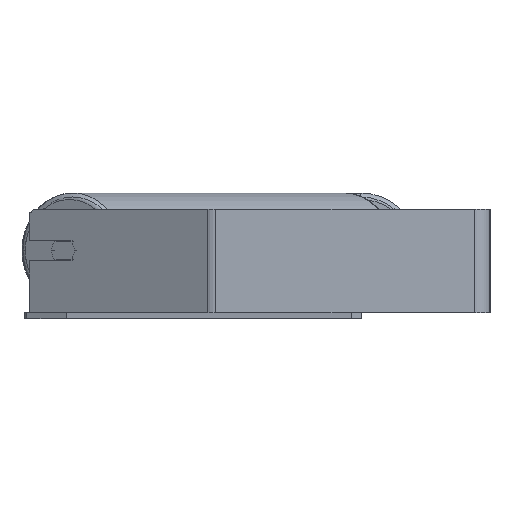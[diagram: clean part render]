
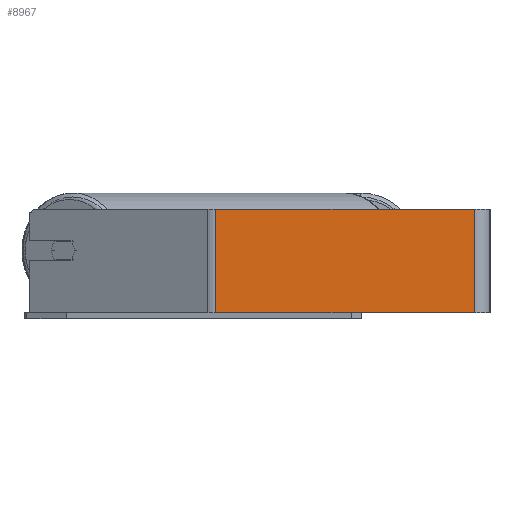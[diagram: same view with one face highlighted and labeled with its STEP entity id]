
A CAD part, left-side view. The second image highlights one B-rep face of the part: STEP entity #8967.
In plain terms, the highlighted planar face has unit normal (-1, 0, 0).
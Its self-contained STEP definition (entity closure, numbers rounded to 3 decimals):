
#215 = CARTESIAN_POINT ( 'NONE',  ( -700., 12., 40. ) ) ;
#594 = ORIENTED_EDGE ( 'NONE', *, *, #3108, .F. ) ;
#782 = EDGE_CURVE ( 'NONE', #6946, #4393, #4190, .T. ) ;
#1100 = FACE_OUTER_BOUND ( 'NONE', #5133, .T. ) ;
#1524 = CARTESIAN_POINT ( 'NONE',  ( -700., 212.453, -40. ) ) ;
#1740 = VERTEX_POINT ( 'NONE', #215 ) ;
#2006 = VECTOR ( 'NONE', #5659, 1000. ) ;
#2061 = ORIENTED_EDGE ( 'NONE', *, *, #782, .T. ) ;
#2674 = PLANE ( 'NONE',  #8007 ) ;
#2788 = ORIENTED_EDGE ( 'NONE', *, *, #6481, .F. ) ;
#3093 = LINE ( 'NONE', #8659, #7055 ) ;
#3108 = EDGE_CURVE ( 'NONE', #1740, #4393, #7247, .T. ) ;
#3300 = DIRECTION ( 'NONE',  ( 0., 0., -1. ) ) ;
#3528 = LINE ( 'NONE', #8458, #7065 ) ;
#3638 = CARTESIAN_POINT ( 'NONE',  ( -700., 12., 40. ) ) ;
#4159 = VECTOR ( 'NONE', #6530, 1000. ) ;
#4190 = LINE ( 'NONE', #6370, #2006 ) ;
#4393 = VERTEX_POINT ( 'NONE', #8351 ) ;
#4659 = CARTESIAN_POINT ( 'NONE',  ( -700., 212.453, 40. ) ) ;
#4746 = ORIENTED_EDGE ( 'NONE', *, *, #6822, .T. ) ;
#5133 = EDGE_LOOP ( 'NONE', ( #2061, #594, #2788, #4746 ) ) ;
#5456 = VERTEX_POINT ( 'NONE', #4659 ) ;
#5613 = DIRECTION ( 'NONE',  ( 0., 0., -1. ) ) ;
#5659 = DIRECTION ( 'NONE',  ( 0., -1., 0. ) ) ;
#6370 = CARTESIAN_POINT ( 'NONE',  ( -700., 215.668, -40. ) ) ;
#6481 = EDGE_CURVE ( 'NONE', #5456, #1740, #3093, .T. ) ;
#6530 = DIRECTION ( 'NONE',  ( 0., 0., -1. ) ) ;
#6535 = DIRECTION ( 'NONE',  ( 0., -1., 0. ) ) ;
#6822 = EDGE_CURVE ( 'NONE', #5456, #6946, #3528, .T. ) ;
#6946 = VERTEX_POINT ( 'NONE', #1524 ) ;
#6990 = DIRECTION ( 'NONE',  ( 1., 0., 0. ) ) ;
#7055 = VECTOR ( 'NONE', #6535, 1000. ) ;
#7065 = VECTOR ( 'NONE', #5613, 1000. ) ;
#7247 = LINE ( 'NONE', #3638, #4159 ) ;
#8007 = AXIS2_PLACEMENT_3D ( 'NONE', #8411, #6990, #3300 ) ;
#8351 = CARTESIAN_POINT ( 'NONE',  ( -700., 12., -40. ) ) ;
#8411 = CARTESIAN_POINT ( 'NONE',  ( -700., 215.668, 40. ) ) ;
#8458 = CARTESIAN_POINT ( 'NONE',  ( -700., 212.453, 40. ) ) ;
#8659 = CARTESIAN_POINT ( 'NONE',  ( -700., 215.668, 40. ) ) ;
#8967 = ADVANCED_FACE ( 'NONE', ( #1100 ), #2674, .F. ) ;
